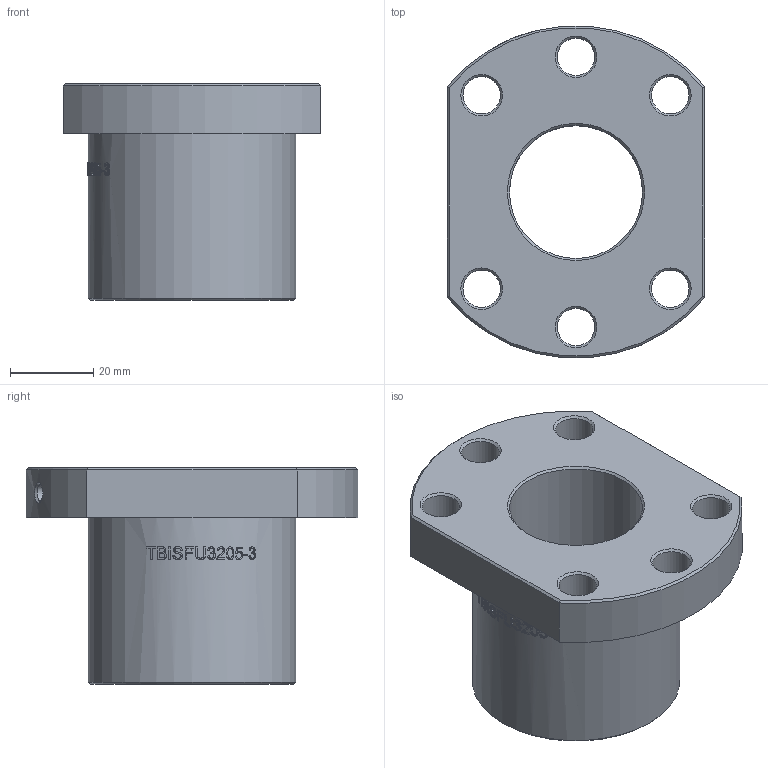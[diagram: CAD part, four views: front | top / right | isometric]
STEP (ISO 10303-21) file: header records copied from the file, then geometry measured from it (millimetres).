
FILE_DESCRIPTION(/* description */ (''),/* implementation_level */ '2;1');
FILE_NAME(/* name */ 'SFU3205-3.stp',/* time_stamp */ '2020-03-06T13:04:20+08:00',/* author */ (''),/* organization */ (''),/* preprocessor_version */ 'ST-DEVELOPER v16',/* originating_system */ 'SIEMENS PLM Software NX 10.0',/* authorisation */ '');
FILE_SCHEMA (('AUTOMOTIVE_DESIGN { 1 0 10303 214 3 1 1 1 }'));
Length unit declared in the file: millimetre
Products named in the file (1): DELL2854BF2Br0gy
Bounding box: 62 x 79.74 x 52 mm (x, y, z)
Volume: 84669.9 mm3; surface area: 22897.6 mm2
Topology: 1 solids, 1 shells, 194 faces, 516 edges, 340 vertices
Faces by surface type: extrusion 92, plane 72, cylinder 16, cone 13, bspline 1
Full cylindrical faces by diameter (mm): 4 x1, 5.2 x1, 9 x6, 32 x1, 50 x1
Entity records: 7821 total; most frequent: CARTESIAN_POINT 3511, ORIENTED_EDGE 966, DIRECTION 604, EDGE_CURVE 483, B_SPLINE_CURVE_WITH_KNOTS 334, VERTEX_POINT 332, VECTOR 264, EDGE_LOOP 246
